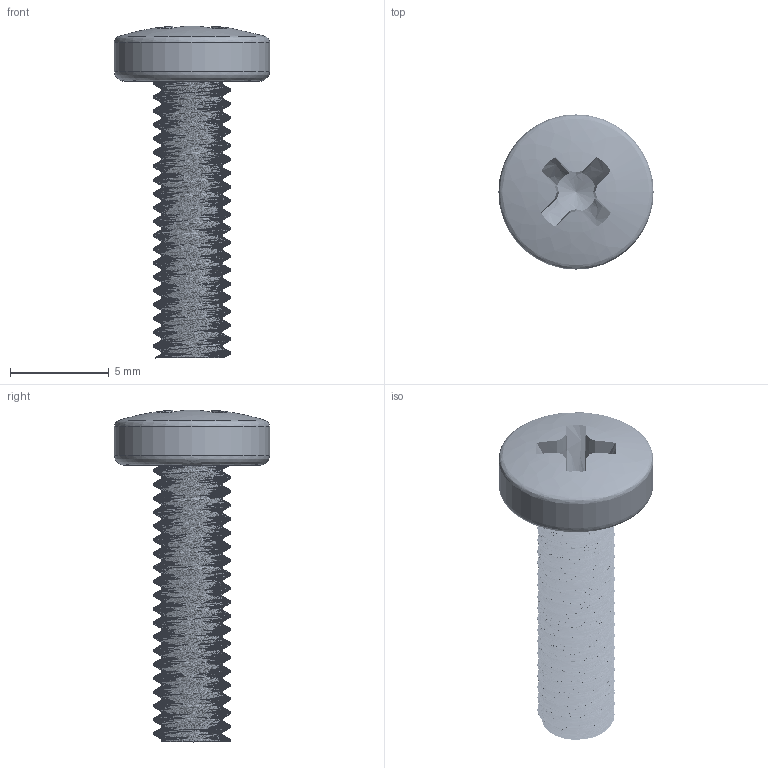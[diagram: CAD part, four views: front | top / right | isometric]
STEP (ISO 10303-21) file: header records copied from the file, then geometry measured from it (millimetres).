
FILE_DESCRIPTION(('FreeCAD Model'),'2;1');
FILE_NAME('Open CASCADE Shape Model','2023-04-29T15:15:50',(''),(''), 'Open CASCADE STEP processor 7.6','FreeCAD','Unknown');
FILE_SCHEMA(('AUTOMOTIVE_DESIGN { 1 0 10303 214 1 1 1 1 }'));
Products named in the file (1): M4-14-phillips-cheese-head
Bounding box: 7.85 x 7.85 x 16.79 mm (x, y, z)
Volume: 241.3 mm3; surface area: 420.7 mm2
Topology: 1 solids, 1 shells, 29 faces, 75 edges, 47 vertices
Faces by surface type: cone 22, revolution 3, plane 2, cylinder 1, bspline 1
Full cylindrical faces by diameter (mm): 7.85 x1
Entity records: 38345 total; most frequent: CARTESIAN_POINT 37691, ORIENTED_EDGE 146, DIRECTION 110, EDGE_CURVE 73, AXIS2_PLACEMENT_3D 52, VERTEX_POINT 47, B_SPLINE_CURVE_WITH_KNOTS 47, FACE_BOUND 30
